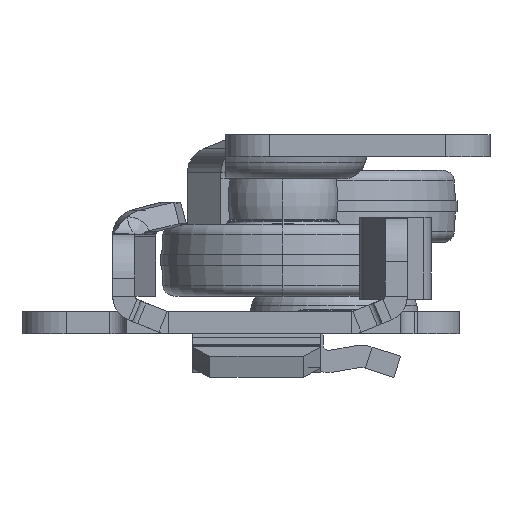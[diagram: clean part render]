
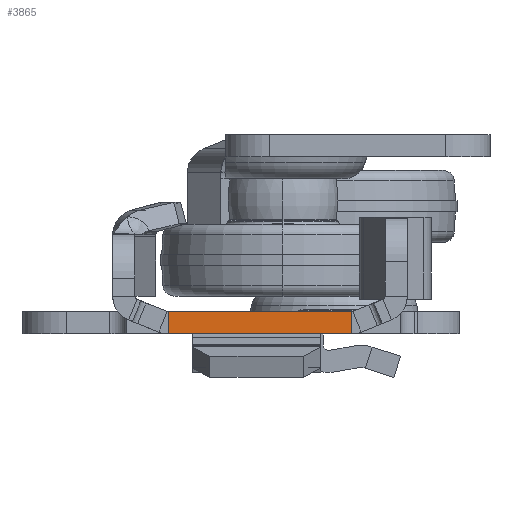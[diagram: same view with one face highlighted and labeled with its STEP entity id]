
A CAD part, left-side view. The second image highlights one B-rep face of the part: STEP entity #3865.
In plain terms, the highlighted planar face has unit normal (-1, 0, 0).
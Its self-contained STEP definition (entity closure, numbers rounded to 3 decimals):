
#307 = PLANE ( 'NONE',  #7267 ) ;
#1197 = VERTEX_POINT ( 'NONE', #7528 ) ;
#1365 = LINE ( 'NONE', #9480, #5311 ) ;
#1379 = CARTESIAN_POINT ( 'NONE',  ( -599.5, -9.522, 2. ) ) ;
#1764 = ORIENTED_EDGE ( 'NONE', *, *, #2627, .F. ) ;
#2167 = VECTOR ( 'NONE', #14569, 1000. ) ;
#2312 = ORIENTED_EDGE ( 'NONE', *, *, #2391, .F. ) ;
#2391 = EDGE_CURVE ( 'NONE', #10069, #1197, #10393, .T. ) ;
#2627 = EDGE_CURVE ( 'NONE', #8681, #13534, #9761, .T. ) ;
#2682 = DIRECTION ( 'NONE',  ( 0., 1., 0. ) ) ;
#3376 = EDGE_CURVE ( 'NONE', #8681, #1197, #14037, .T. ) ;
#3849 = CARTESIAN_POINT ( 'NONE',  ( -599.5, -9.522, 2. ) ) ;
#3865 = ADVANCED_FACE ( 'NONE', ( #12658 ), #307, .T. ) ;
#3905 = VECTOR ( 'NONE', #12732, 1000. ) ;
#4727 = CARTESIAN_POINT ( 'NONE',  ( -599.5, 7.022, 0. ) ) ;
#5311 = VECTOR ( 'NONE', #11189, 1000. ) ;
#5787 = DIRECTION ( 'NONE',  ( 0., 1., 0. ) ) ;
#5897 = CARTESIAN_POINT ( 'NONE',  ( -599.5, -11.5, 2. ) ) ;
#7068 = CARTESIAN_POINT ( 'NONE',  ( -599.5, -11.5, 2. ) ) ;
#7267 = AXIS2_PLACEMENT_3D ( 'NONE', #7068, #8323, #5787 ) ;
#7390 = VECTOR ( 'NONE', #2682, 1000. ) ;
#7528 = CARTESIAN_POINT ( 'NONE',  ( -599.5, 7.022, 2. ) ) ;
#8167 = CARTESIAN_POINT ( 'NONE',  ( -599.5, -9.522, 0. ) ) ;
#8323 = DIRECTION ( 'NONE',  ( -1., 0., 0. ) ) ;
#8681 = VERTEX_POINT ( 'NONE', #3849 ) ;
#9047 = CARTESIAN_POINT ( 'NONE',  ( -599.5, 7.022, 2. ) ) ;
#9480 = CARTESIAN_POINT ( 'NONE',  ( -599.5, -21.25, 0. ) ) ;
#9761 = LINE ( 'NONE', #1379, #3905 ) ;
#10069 = VERTEX_POINT ( 'NONE', #4727 ) ;
#10393 = LINE ( 'NONE', #9047, #2167 ) ;
#11189 = DIRECTION ( 'NONE',  ( 0., 1., 0. ) ) ;
#12658 = FACE_OUTER_BOUND ( 'NONE', #13985, .T. ) ;
#12732 = DIRECTION ( 'NONE',  ( 0., 0., -1. ) ) ;
#13534 = VERTEX_POINT ( 'NONE', #8167 ) ;
#13985 = EDGE_LOOP ( 'NONE', ( #1764, #14562, #2312, #15181 ) ) ;
#14037 = LINE ( 'NONE', #5897, #7390 ) ;
#14562 = ORIENTED_EDGE ( 'NONE', *, *, #3376, .T. ) ;
#14569 = DIRECTION ( 'NONE',  ( 0., 0., 1. ) ) ;
#15181 = ORIENTED_EDGE ( 'NONE', *, *, #15565, .F. ) ;
#15565 = EDGE_CURVE ( 'NONE', #13534, #10069, #1365, .T. ) ;
